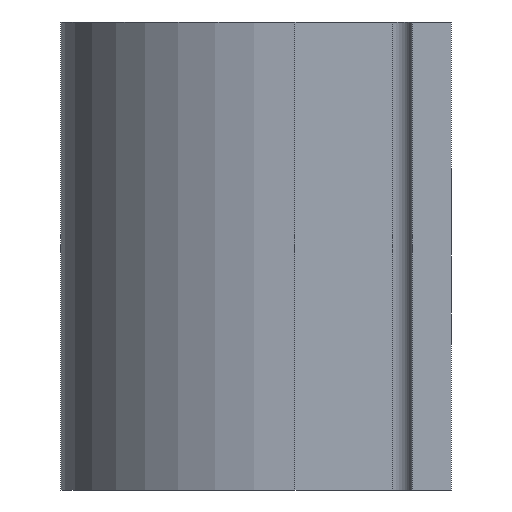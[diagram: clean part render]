
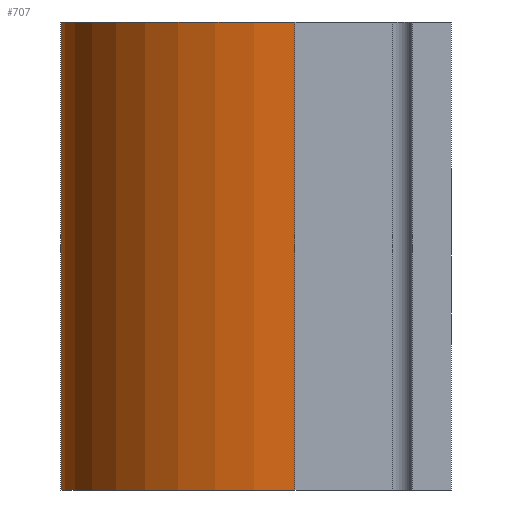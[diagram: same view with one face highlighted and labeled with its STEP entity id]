
A CAD part, left-side view. The second image highlights one B-rep face of the part: STEP entity #707.
In plain terms, the highlighted cylindrical face has radius 6 mm (diameter 12 mm), a partial arc.
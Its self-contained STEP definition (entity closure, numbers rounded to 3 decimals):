
#3 = DIRECTION ( 'NONE',  ( 0., 0., -1. ) ) ;
#6 = DIRECTION ( 'NONE',  ( 0., 0., -1. ) ) ;
#10 = CIRCLE ( 'NONE', #356, 6. ) ;
#14 = ORIENTED_EDGE ( 'NONE', *, *, #339, .F. ) ;
#22 = CARTESIAN_POINT ( 'NONE',  ( 0., 4., 6. ) ) ;
#47 = EDGE_CURVE ( 'NONE', #456, #319, #455, .T. ) ;
#98 = VERTEX_POINT ( 'NONE', #784 ) ;
#111 = DIRECTION ( 'NONE',  ( -1., 0., 0. ) ) ;
#188 = LINE ( 'NONE', #1049, #602 ) ;
#215 = CIRCLE ( 'NONE', #1047, 6. ) ;
#297 = EDGE_CURVE ( 'NONE', #580, #456, #10, .T. ) ;
#319 = VERTEX_POINT ( 'NONE', #481 ) ;
#329 = ORIENTED_EDGE ( 'NONE', *, *, #746, .F. ) ;
#339 = EDGE_CURVE ( 'NONE', #580, #98, #188, .T. ) ;
#356 = AXIS2_PLACEMENT_3D ( 'NONE', #505, #3, #719 ) ;
#359 = DIRECTION ( 'NONE',  ( 0., 0., -1. ) ) ;
#366 = DIRECTION ( 'NONE',  ( 0., 0., -1. ) ) ;
#370 = ORIENTED_EDGE ( 'NONE', *, *, #47, .T. ) ;
#450 = CYLINDRICAL_SURFACE ( 'NONE', #928, 6. ) ;
#455 = LINE ( 'NONE', #597, #659 ) ;
#456 = VERTEX_POINT ( 'NONE', #732 ) ;
#481 = CARTESIAN_POINT ( 'NONE',  ( 6., 4., -6. ) ) ;
#489 = EDGE_LOOP ( 'NONE', ( #329, #14, #852, #370 ) ) ;
#505 = CARTESIAN_POINT ( 'NONE',  ( 0., 4., 6. ) ) ;
#580 = VERTEX_POINT ( 'NONE', #991 ) ;
#597 = CARTESIAN_POINT ( 'NONE',  ( 6., 4., 6. ) ) ;
#602 = VECTOR ( 'NONE', #958, 1000. ) ;
#659 = VECTOR ( 'NONE', #6, 1000. ) ;
#700 = FACE_OUTER_BOUND ( 'NONE', #489, .T. ) ;
#707 = ADVANCED_FACE ( 'NONE', ( #700 ), #450, .T. ) ;
#719 = DIRECTION ( 'NONE',  ( 1., 0., 0. ) ) ;
#732 = CARTESIAN_POINT ( 'NONE',  ( 6., 4., 6. ) ) ;
#746 = EDGE_CURVE ( 'NONE', #98, #319, #215, .T. ) ;
#784 = CARTESIAN_POINT ( 'NONE',  ( -6., 4., -6. ) ) ;
#851 = CARTESIAN_POINT ( 'NONE',  ( 0., 4., -6. ) ) ;
#852 = ORIENTED_EDGE ( 'NONE', *, *, #297, .T. ) ;
#926 = DIRECTION ( 'NONE',  ( 1., 0., 0. ) ) ;
#928 = AXIS2_PLACEMENT_3D ( 'NONE', #22, #359, #111 ) ;
#958 = DIRECTION ( 'NONE',  ( 0., 0., -1. ) ) ;
#991 = CARTESIAN_POINT ( 'NONE',  ( -6., 4., 6. ) ) ;
#1047 = AXIS2_PLACEMENT_3D ( 'NONE', #851, #366, #926 ) ;
#1049 = CARTESIAN_POINT ( 'NONE',  ( -6., 4., 6. ) ) ;
